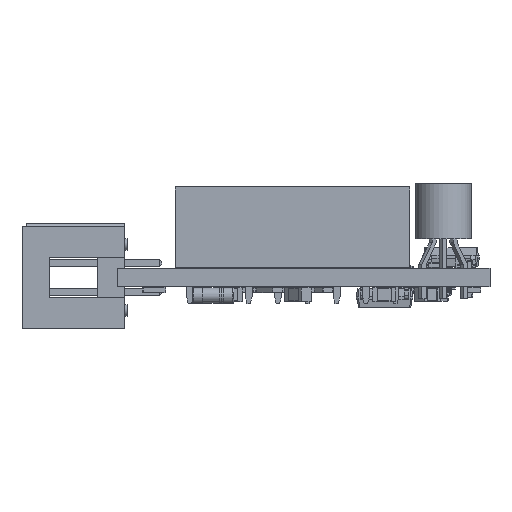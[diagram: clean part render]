
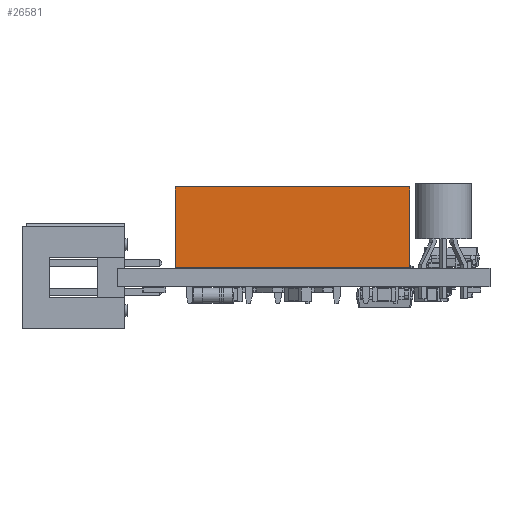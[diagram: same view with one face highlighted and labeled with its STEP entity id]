
A CAD part, left-side view. The second image highlights one B-rep face of the part: STEP entity #26581.
In plain terms, the highlighted planar face has unit normal (-1, 0, 0).
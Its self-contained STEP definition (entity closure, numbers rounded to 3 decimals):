
#23415 = PLANE('',#23416);
#23416 = AXIS2_PLACEMENT_3D('',#23417,#23418,#23419);
#23417 = CARTESIAN_POINT('',(-1.27,-19.05,0.));
#23418 = DIRECTION('',(0.,1.,0.));
#23419 = DIRECTION('',(1.,0.,0.));
#23443 = PLANE('',#23444);
#23444 = AXIS2_PLACEMENT_3D('',#23445,#23446,#23447);
#23445 = CARTESIAN_POINT('',(1.27,-19.05,7.));
#23446 = DIRECTION('',(0.,0.,-1.));
#23447 = DIRECTION('',(0.,-1.,0.));
#23471 = PLANE('',#23472);
#23472 = AXIS2_PLACEMENT_3D('',#23473,#23474,#23475);
#23473 = CARTESIAN_POINT('',(1.27,1.27,0.));
#23474 = DIRECTION('',(0.,-1.,0.));
#23475 = DIRECTION('',(-1.,0.,0.));
#23513 = VERTEX_POINT('',#23514);
#23514 = CARTESIAN_POINT('',(-1.27,-19.05,0.));
#23530 = PLANE('',#23531);
#23531 = AXIS2_PLACEMENT_3D('',#23532,#23533,#23534);
#23532 = CARTESIAN_POINT('',(1.27,-19.05,0.));
#23533 = DIRECTION('',(0.,0.,-1.));
#23534 = DIRECTION('',(0.,-1.,0.));
#23542 = EDGE_CURVE('',#23513,#23543,#23545,.T.);
#23543 = VERTEX_POINT('',#23544);
#23544 = CARTESIAN_POINT('',(-1.27,-19.05,7.));
#23545 = SURFACE_CURVE('',#23546,(#23550,#23557),.PCURVE_S1.);
#23546 = LINE('',#23547,#23548);
#23547 = CARTESIAN_POINT('',(-1.27,-19.05,0.));
#23548 = VECTOR('',#23549,1.);
#23549 = DIRECTION('',(0.,0.,1.));
#23550 = PCURVE('',#23415,#23551);
#23551 = DEFINITIONAL_REPRESENTATION('',(#23552),#23556);
#23552 = LINE('',#23553,#23554);
#23553 = CARTESIAN_POINT('',(0.,0.));
#23554 = VECTOR('',#23555,1.);
#23555 = DIRECTION('',(0.,-1.));
#23556 = ( GEOMETRIC_REPRESENTATION_CONTEXT(2) 
PARAMETRIC_REPRESENTATION_CONTEXT() REPRESENTATION_CONTEXT('2D SPACE',''
  ) );
#23557 = PCURVE('',#23558,#23563);
#23558 = PLANE('',#23559);
#23559 = AXIS2_PLACEMENT_3D('',#23560,#23561,#23562);
#23560 = CARTESIAN_POINT('',(-1.27,1.27,0.));
#23561 = DIRECTION('',(1.,0.,0.));
#23562 = DIRECTION('',(0.,-1.,0.));
#23563 = DEFINITIONAL_REPRESENTATION('',(#23564),#23568);
#23564 = LINE('',#23565,#23566);
#23565 = CARTESIAN_POINT('',(20.32,0.));
#23566 = VECTOR('',#23567,1.);
#23567 = DIRECTION('',(0.,-1.));
#23568 = ( GEOMETRIC_REPRESENTATION_CONTEXT(2) 
PARAMETRIC_REPRESENTATION_CONTEXT() REPRESENTATION_CONTEXT('2D SPACE',''
  ) );
#23725 = VERTEX_POINT('',#23726);
#23726 = CARTESIAN_POINT('',(-1.27,1.27,7.));
#23747 = EDGE_CURVE('',#23748,#23725,#23750,.T.);
#23748 = VERTEX_POINT('',#23749);
#23749 = CARTESIAN_POINT('',(-1.27,1.27,0.));
#23750 = SURFACE_CURVE('',#23751,(#23755,#23762),.PCURVE_S1.);
#23751 = LINE('',#23752,#23753);
#23752 = CARTESIAN_POINT('',(-1.27,1.27,0.));
#23753 = VECTOR('',#23754,1.);
#23754 = DIRECTION('',(0.,0.,1.));
#23755 = PCURVE('',#23471,#23756);
#23756 = DEFINITIONAL_REPRESENTATION('',(#23757),#23761);
#23757 = LINE('',#23758,#23759);
#23758 = CARTESIAN_POINT('',(2.54,0.));
#23759 = VECTOR('',#23760,1.);
#23760 = DIRECTION('',(0.,-1.));
#23761 = ( GEOMETRIC_REPRESENTATION_CONTEXT(2) 
PARAMETRIC_REPRESENTATION_CONTEXT() REPRESENTATION_CONTEXT('2D SPACE',''
  ) );
#23762 = PCURVE('',#23558,#23763);
#23763 = DEFINITIONAL_REPRESENTATION('',(#23764),#23768);
#23764 = LINE('',#23765,#23766);
#23765 = CARTESIAN_POINT('',(0.,0.));
#23766 = VECTOR('',#23767,1.);
#23767 = DIRECTION('',(0.,-1.));
#23768 = ( GEOMETRIC_REPRESENTATION_CONTEXT(2) 
PARAMETRIC_REPRESENTATION_CONTEXT() REPRESENTATION_CONTEXT('2D SPACE',''
  ) );
#23892 = EDGE_CURVE('',#23725,#23543,#23893,.T.);
#23893 = SURFACE_CURVE('',#23894,(#23898,#23905),.PCURVE_S1.);
#23894 = LINE('',#23895,#23896);
#23895 = CARTESIAN_POINT('',(-1.27,1.27,7.));
#23896 = VECTOR('',#23897,1.);
#23897 = DIRECTION('',(0.,-1.,0.));
#23898 = PCURVE('',#23443,#23899);
#23899 = DEFINITIONAL_REPRESENTATION('',(#23900),#23904);
#23900 = LINE('',#23901,#23902);
#23901 = CARTESIAN_POINT('',(-20.32,2.54));
#23902 = VECTOR('',#23903,1.);
#23903 = DIRECTION('',(1.,0.));
#23904 = ( GEOMETRIC_REPRESENTATION_CONTEXT(2) 
PARAMETRIC_REPRESENTATION_CONTEXT() REPRESENTATION_CONTEXT('2D SPACE',''
  ) );
#23905 = PCURVE('',#23558,#23906);
#23906 = DEFINITIONAL_REPRESENTATION('',(#23907),#23911);
#23907 = LINE('',#23908,#23909);
#23908 = CARTESIAN_POINT('',(0.,-7.));
#23909 = VECTOR('',#23910,1.);
#23910 = DIRECTION('',(1.,0.));
#23911 = ( GEOMETRIC_REPRESENTATION_CONTEXT(2) 
PARAMETRIC_REPRESENTATION_CONTEXT() REPRESENTATION_CONTEXT('2D SPACE',''
  ) );
#24851 = EDGE_CURVE('',#23748,#23513,#24852,.T.);
#24852 = SURFACE_CURVE('',#24853,(#24857,#24864),.PCURVE_S1.);
#24853 = LINE('',#24854,#24855);
#24854 = CARTESIAN_POINT('',(-1.27,1.27,0.));
#24855 = VECTOR('',#24856,1.);
#24856 = DIRECTION('',(0.,-1.,0.));
#24857 = PCURVE('',#23530,#24858);
#24858 = DEFINITIONAL_REPRESENTATION('',(#24859),#24863);
#24859 = LINE('',#24860,#24861);
#24860 = CARTESIAN_POINT('',(-20.32,2.54));
#24861 = VECTOR('',#24862,1.);
#24862 = DIRECTION('',(1.,0.));
#24863 = ( GEOMETRIC_REPRESENTATION_CONTEXT(2) 
PARAMETRIC_REPRESENTATION_CONTEXT() REPRESENTATION_CONTEXT('2D SPACE',''
  ) );
#24864 = PCURVE('',#23558,#24865);
#24865 = DEFINITIONAL_REPRESENTATION('',(#24866),#24870);
#24866 = LINE('',#24867,#24868);
#24867 = CARTESIAN_POINT('',(0.,0.));
#24868 = VECTOR('',#24869,1.);
#24869 = DIRECTION('',(1.,0.));
#24870 = ( GEOMETRIC_REPRESENTATION_CONTEXT(2) 
PARAMETRIC_REPRESENTATION_CONTEXT() REPRESENTATION_CONTEXT('2D SPACE',''
  ) );
#26581 = ADVANCED_FACE('',(#26582),#23558,.F.);
#26582 = FACE_BOUND('',#26583,.F.);
#26583 = EDGE_LOOP('',(#26584,#26585,#26586,#26587));
#26584 = ORIENTED_EDGE('',*,*,#23747,.T.);
#26585 = ORIENTED_EDGE('',*,*,#23892,.T.);
#26586 = ORIENTED_EDGE('',*,*,#23542,.F.);
#26587 = ORIENTED_EDGE('',*,*,#24851,.F.);
